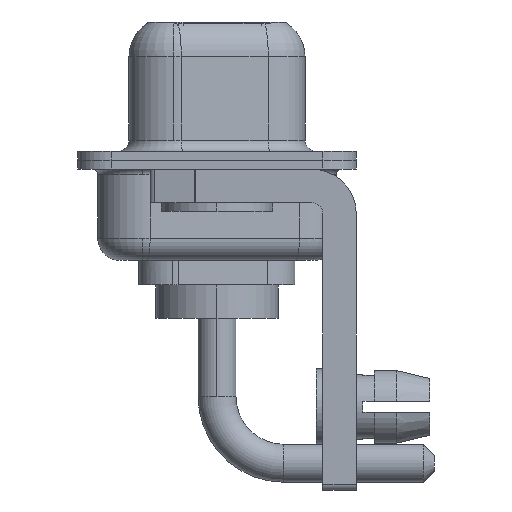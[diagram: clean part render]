
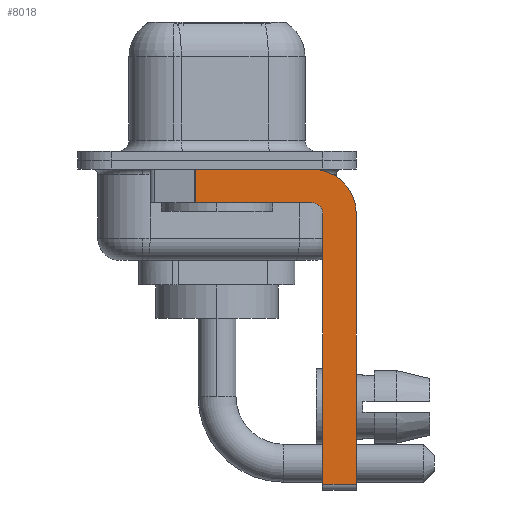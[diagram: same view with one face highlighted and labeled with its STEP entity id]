
A CAD part, left-side view. The second image highlights one B-rep face of the part: STEP entity #8018.
In plain terms, the highlighted planar face has unit normal (-1, 0, 0).
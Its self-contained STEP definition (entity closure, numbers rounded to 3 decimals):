
#15 = VERTEX_POINT ( 'NONE', #11174 ) ;
#141 = CARTESIAN_POINT ( 'NONE',  ( -2.9, -4.75, -14.8 ) ) ;
#225 = VERTEX_POINT ( 'NONE', #12785 ) ;
#254 = DIRECTION ( 'NONE',  ( 0., 0., -1. ) ) ;
#549 = AXIS2_PLACEMENT_3D ( 'NONE', #12315, #6625, #13894 ) ;
#1261 = CARTESIAN_POINT ( 'NONE',  ( -2.9, 3., -0.4 ) ) ;
#1842 = CARTESIAN_POINT ( 'NONE',  ( -2.9, -6.25, -14.55 ) ) ;
#1953 = ORIENTED_EDGE ( 'NONE', *, *, #2075, .F. ) ;
#2075 = EDGE_CURVE ( 'NONE', #4832, #3870, #6956, .T. ) ;
#2435 = CIRCLE ( 'NONE', #10793, 2. ) ;
#2483 = DIRECTION ( 'NONE',  ( 1., 0., 0. ) ) ;
#2545 = ORIENTED_EDGE ( 'NONE', *, *, #13279, .F. ) ;
#2683 = CIRCLE ( 'NONE', #549, 0.5 ) ;
#2703 = LINE ( 'NONE', #3889, #11208 ) ;
#3112 = ORIENTED_EDGE ( 'NONE', *, *, #10158, .T. ) ;
#3602 = AXIS2_PLACEMENT_3D ( 'NONE', #12394, #13527, #7932 ) ;
#3870 = VERTEX_POINT ( 'NONE', #1842 ) ;
#3889 = CARTESIAN_POINT ( 'NONE',  ( -2.9, -4.25, -1.9 ) ) ;
#4023 = CARTESIAN_POINT ( 'NONE',  ( -2.9, -4.25, -0.4 ) ) ;
#4426 = DIRECTION ( 'NONE',  ( 0., 0., -1. ) ) ;
#4452 = LINE ( 'NONE', #141, #7020 ) ;
#4832 = VERTEX_POINT ( 'NONE', #13215 ) ;
#4989 = VERTEX_POINT ( 'NONE', #14757 ) ;
#5134 = VERTEX_POINT ( 'NONE', #11467 ) ;
#5465 = EDGE_CURVE ( 'NONE', #5134, #10772, #2703, .T. ) ;
#5784 = DIRECTION ( 'NONE',  ( 0., -1., 0. ) ) ;
#5808 = ORIENTED_EDGE ( 'NONE', *, *, #9241, .F. ) ;
#5968 = ORIENTED_EDGE ( 'NONE', *, *, #13223, .F. ) ;
#5989 = VECTOR ( 'NONE', #6946, 1000. ) ;
#6190 = ORIENTED_EDGE ( 'NONE', *, *, #9108, .T. ) ;
#6625 = DIRECTION ( 'NONE',  ( -1., 0., 0. ) ) ;
#6756 = LINE ( 'NONE', #11336, #14146 ) ;
#6832 = DIRECTION ( 'NONE',  ( 0., -1., 0. ) ) ;
#6946 = DIRECTION ( 'NONE',  ( 0., 0., -1. ) ) ;
#6956 = LINE ( 'NONE', #10260, #13847 ) ;
#6982 = LINE ( 'NONE', #1261, #11321 ) ;
#7020 = VECTOR ( 'NONE', #8129, 1000. ) ;
#7851 = FACE_OUTER_BOUND ( 'NONE', #10081, .T. ) ;
#7932 = DIRECTION ( 'NONE',  ( 0., 0., -1. ) ) ;
#8018 = ADVANCED_FACE ( 'NONE', ( #7851 ), #8894, .F. ) ;
#8096 = ORIENTED_EDGE ( 'NONE', *, *, #5465, .F. ) ;
#8129 = DIRECTION ( 'NONE',  ( 0., 0., 1. ) ) ;
#8325 = LINE ( 'NONE', #9444, #5989 ) ;
#8329 = ORIENTED_EDGE ( 'NONE', *, *, #9593, .F. ) ;
#8894 = PLANE ( 'NONE',  #3602 ) ;
#9108 = EDGE_CURVE ( 'NONE', #225, #10772, #8325, .T. ) ;
#9241 = EDGE_CURVE ( 'NONE', #9767, #4832, #2435, .T. ) ;
#9444 = CARTESIAN_POINT ( 'NONE',  ( -2.9, 0.978, -1.9 ) ) ;
#9593 = EDGE_CURVE ( 'NONE', #15, #5134, #2683, .T. ) ;
#9767 = VERTEX_POINT ( 'NONE', #4023 ) ;
#10081 = EDGE_LOOP ( 'NONE', ( #5968, #6190, #8096, #8329, #2545, #3112, #1953, #5808 ) ) ;
#10158 = EDGE_CURVE ( 'NONE', #4989, #3870, #6756, .T. ) ;
#10260 = CARTESIAN_POINT ( 'NONE',  ( -2.9, -6.25, -2.4 ) ) ;
#10772 = VERTEX_POINT ( 'NONE', #14126 ) ;
#10793 = AXIS2_PLACEMENT_3D ( 'NONE', #11443, #2483, #254 ) ;
#11174 = CARTESIAN_POINT ( 'NONE',  ( -2.9, -4.75, -2.4 ) ) ;
#11208 = VECTOR ( 'NONE', #13000, 1000. ) ;
#11321 = VECTOR ( 'NONE', #5784, 1000. ) ;
#11336 = CARTESIAN_POINT ( 'NONE',  ( -2.9, -4.25, -14.55 ) ) ;
#11443 = CARTESIAN_POINT ( 'NONE',  ( -2.9, -4.25, -2.4 ) ) ;
#11467 = CARTESIAN_POINT ( 'NONE',  ( -2.9, -4.25, -1.9 ) ) ;
#12315 = CARTESIAN_POINT ( 'NONE',  ( -2.9, -4.25, -2.4 ) ) ;
#12394 = CARTESIAN_POINT ( 'NONE',  ( -2.9, -4.25, -2.4 ) ) ;
#12785 = CARTESIAN_POINT ( 'NONE',  ( -2.9, 0.978, -0.4 ) ) ;
#13000 = DIRECTION ( 'NONE',  ( 0., 1., 0. ) ) ;
#13215 = CARTESIAN_POINT ( 'NONE',  ( -2.9, -6.25, -2.4 ) ) ;
#13223 = EDGE_CURVE ( 'NONE', #225, #9767, #6982, .T. ) ;
#13279 = EDGE_CURVE ( 'NONE', #4989, #15, #4452, .T. ) ;
#13527 = DIRECTION ( 'NONE',  ( 1., 0., 0. ) ) ;
#13847 = VECTOR ( 'NONE', #4426, 1000. ) ;
#13894 = DIRECTION ( 'NONE',  ( 0., 0., 1. ) ) ;
#14126 = CARTESIAN_POINT ( 'NONE',  ( -2.9, 0.978, -1.9 ) ) ;
#14146 = VECTOR ( 'NONE', #6832, 1000. ) ;
#14757 = CARTESIAN_POINT ( 'NONE',  ( -2.9, -4.75, -14.55 ) ) ;
